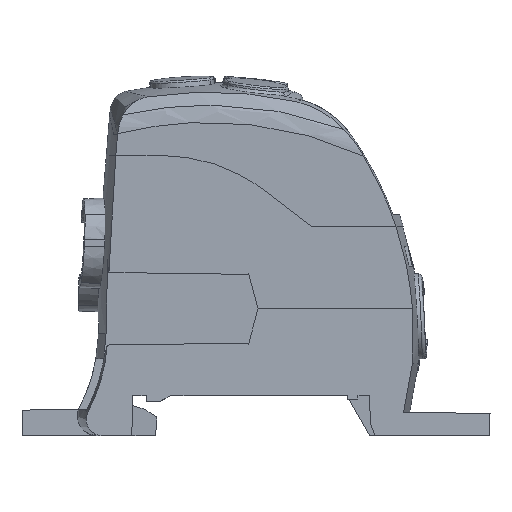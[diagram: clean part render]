
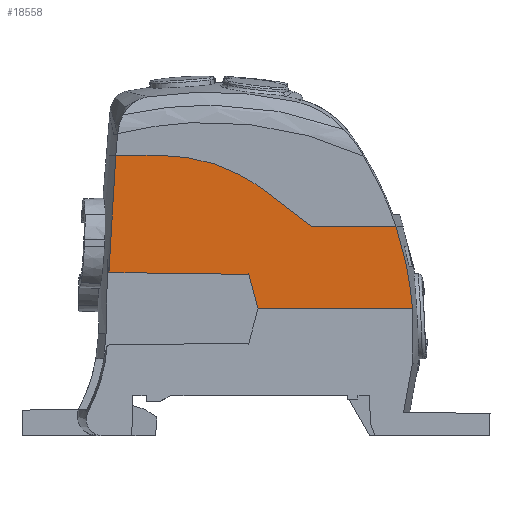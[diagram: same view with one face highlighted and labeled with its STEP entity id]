
A CAD part, left-side view. The second image highlights one B-rep face of the part: STEP entity #18558.
In plain terms, the highlighted planar face has unit normal (-1, 0, -0.005).
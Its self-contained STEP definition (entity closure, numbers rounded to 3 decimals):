
#18489=AXIS2_PLACEMENT_3D('Plane Axis2P3D',#18486,#18487,#18488) ;
#16978=CARTESIAN_POINT('Vertex',(0.101,14.068,31.314)) ;
#16982=CARTESIAN_POINT('Control Point',(0.101,14.068,31.314)) ;
#16983=CARTESIAN_POINT('Control Point',(0.123,12.752,27.33)) ;
#16984=CARTESIAN_POINT('Control Point',(0.144,11.92,23.185)) ;
#16985=CARTESIAN_POINT('Control Point',(0.166,11.595,19.)) ;
#16986=CARTESIAN_POINT('Vertex',(0.166,11.595,19.)) ;
#18355=CARTESIAN_POINT('Vertex',(0.101,26.669,31.314)) ;
#18358=CARTESIAN_POINT('Line Origine',(0.101,20.369,31.314)) ;
#18486=CARTESIAN_POINT('Axis2P3D Location',(0.166,57.,19.)) ;
#18491=CARTESIAN_POINT('Line Origine',(0.087,30.217,34.019)) ;
#18495=CARTESIAN_POINT('Vertex',(0.073,33.765,36.723)) ;
#18499=CARTESIAN_POINT('Control Point',(0.046,49.194,41.933)) ;
#18500=CARTESIAN_POINT('Control Point',(0.046,46.723,41.933)) ;
#18501=CARTESIAN_POINT('Control Point',(0.047,44.251,41.633)) ;
#18502=CARTESIAN_POINT('Control Point',(0.05,41.829,41.033)) ;
#18503=CARTESIAN_POINT('Control Point',(0.057,38.709,39.842)) ;
#18504=CARTESIAN_POINT('Control Point',(0.065,35.841,38.174)) ;
#18505=CARTESIAN_POINT('Control Point',(0.068,35.129,37.719)) ;
#18506=CARTESIAN_POINT('Control Point',(0.07,34.436,37.235)) ;
#18507=CARTESIAN_POINT('Control Point',(0.073,33.765,36.723)) ;
#18508=CARTESIAN_POINT('Vertex',(0.046,49.194,41.933)) ;
#18511=CARTESIAN_POINT('Line Origine',(0.046,52.584,41.933)) ;
#18515=CARTESIAN_POINT('Vertex',(0.046,55.973,41.933)) ;
#18519=CARTESIAN_POINT('Control Point',(0.137,57.001,24.435)) ;
#18520=CARTESIAN_POINT('Control Point',(0.119,56.884,27.939)) ;
#18521=CARTESIAN_POINT('Control Point',(0.101,56.722,31.441)) ;
#18522=CARTESIAN_POINT('Control Point',(0.082,56.516,34.943)) ;
#18523=CARTESIAN_POINT('Control Point',(0.064,56.267,38.44)) ;
#18524=CARTESIAN_POINT('Control Point',(0.046,55.973,41.933)) ;
#18525=CARTESIAN_POINT('Vertex',(0.137,57.001,24.435)) ;
#18528=CARTESIAN_POINT('Line Origine',(0.138,46.541,24.293)) ;
#18532=CARTESIAN_POINT('Vertex',(0.139,36.081,24.152)) ;
#18535=CARTESIAN_POINT('Line Origine',(0.152,35.39,21.576)) ;
#18539=CARTESIAN_POINT('Vertex',(0.166,34.698,19.)) ;
#18542=CARTESIAN_POINT('Line Origine',(0.166,23.147,19.)) ;
#18359=DIRECTION('Vector Direction',(0.,1.,0.)) ;
#18487=DIRECTION('Axis2P3D Direction',(1.,0.,0.005)) ;
#18488=DIRECTION('Axis2P3D XDirection',(0.,-1.,0.)) ;
#18492=DIRECTION('Vector Direction',(-0.003,0.795,0.606)) ;
#18512=DIRECTION('Vector Direction',(0.,-1.,0.)) ;
#18529=DIRECTION('Vector Direction',(0.,1.,0.013)) ;
#18536=DIRECTION('Vector Direction',(-0.005,0.259,0.966)) ;
#18543=DIRECTION('Vector Direction',(0.,1.,0.)) ;
#18360=VECTOR('Line Direction',#18359,1.) ;
#18493=VECTOR('Line Direction',#18492,1.) ;
#18513=VECTOR('Line Direction',#18512,1.) ;
#18530=VECTOR('Line Direction',#18529,1.) ;
#18537=VECTOR('Line Direction',#18536,1.) ;
#18544=VECTOR('Line Direction',#18543,1.) ;
#18548=ORIENTED_EDGE('',*,*,#18362,.T.) ;
#18549=ORIENTED_EDGE('',*,*,#18497,.T.) ;
#18550=ORIENTED_EDGE('',*,*,#18510,.F.) ;
#18551=ORIENTED_EDGE('',*,*,#18517,.F.) ;
#18552=ORIENTED_EDGE('',*,*,#18527,.F.) ;
#18553=ORIENTED_EDGE('',*,*,#18534,.F.) ;
#18554=ORIENTED_EDGE('',*,*,#18541,.F.) ;
#18555=ORIENTED_EDGE('',*,*,#18546,.F.) ;
#18556=ORIENTED_EDGE('',*,*,#16988,.F.) ;
#18558=ADVANCED_FACE('V2',(#18557),#18490,.F.) ;
#16981=B_SPLINE_CURVE_WITH_KNOTS('',3,(#16982,#16983,#16984,#16985),.UNSPECIFIED.,.F.,.U.,(4,4),(0.,17.763),.UNSPECIFIED.) ;
#18498=B_SPLINE_CURVE_WITH_KNOTS('',5,(#18499,#18500,#18501,#18502,#18503,#18504,#18505,#18506,#18507),.UNSPECIFIED.,.F.,.U.,(6,3,6),(0.,17.509,23.488),.UNSPECIFIED.) ;
#18518=B_SPLINE_CURVE_WITH_KNOTS('',5,(#18519,#18520,#18521,#18522,#18523,#18524),.UNSPECIFIED.,.F.,.U.,(6,6),(0.,24.792),.UNSPECIFIED.) ;
#16988=EDGE_CURVE('',#16979,#16987,#16981,.T.) ;
#18362=EDGE_CURVE('',#16979,#18356,#18361,.T.) ;
#18497=EDGE_CURVE('',#18356,#18496,#18494,.T.) ;
#18510=EDGE_CURVE('',#18509,#18496,#18498,.T.) ;
#18517=EDGE_CURVE('',#18516,#18509,#18514,.T.) ;
#18527=EDGE_CURVE('',#18526,#18516,#18518,.T.) ;
#18534=EDGE_CURVE('',#18533,#18526,#18531,.T.) ;
#18541=EDGE_CURVE('',#18540,#18533,#18538,.T.) ;
#18546=EDGE_CURVE('',#16987,#18540,#18545,.T.) ;
#18547=EDGE_LOOP('',(#18548,#18549,#18550,#18551,#18552,#18553,#18554,#18555,#18556)) ;
#18557=FACE_OUTER_BOUND('',#18547,.T.) ;
#18361=LINE('Line',#18358,#18360) ;
#18494=LINE('Line',#18491,#18493) ;
#18514=LINE('Line',#18511,#18513) ;
#18531=LINE('Line',#18528,#18530) ;
#18538=LINE('Line',#18535,#18537) ;
#18545=LINE('Line',#18542,#18544) ;
#18490=PLANE('',#18489) ;
#16979=VERTEX_POINT('',#16978) ;
#16987=VERTEX_POINT('',#16986) ;
#18356=VERTEX_POINT('',#18355) ;
#18496=VERTEX_POINT('',#18495) ;
#18509=VERTEX_POINT('',#18508) ;
#18516=VERTEX_POINT('',#18515) ;
#18526=VERTEX_POINT('',#18525) ;
#18533=VERTEX_POINT('',#18532) ;
#18540=VERTEX_POINT('',#18539) ;
